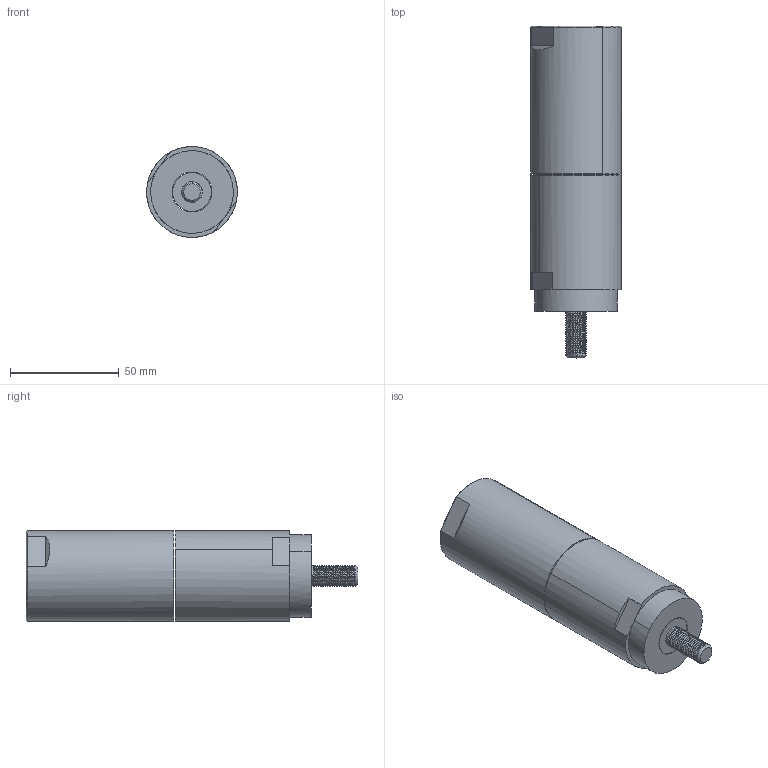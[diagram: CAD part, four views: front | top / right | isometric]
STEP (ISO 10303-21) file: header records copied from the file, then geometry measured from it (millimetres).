
FILE_DESCRIPTION (( 'STEP AP214' ), '1' );
FILE_NAME ('OSM45-080LRV.STEP', '2022-01-24T23:03:25', ( '' ), ( '' ), 'SwSTEP 2.0', 'SolidWorks 2021', '' );
FILE_SCHEMA (( 'AUTOMOTIVE_DESIGN' ));
Length unit declared in the file: millimetre
Products named in the file (1): OSM45-080LRV
Bounding box: 41.75 x 152.8 x 41.77 mm (x, y, z)
Surface area: 22728.3 mm2 (no closed solid volume)
Topology: 0 solids, 3 shells, 100 faces, 297 edges, 200 vertices
Faces by surface type: cylinder 57, plane 27, cone 13, bspline 3
Entity records: 7217 total; most frequent: CARTESIAN_POINT 3645, ORIENTED_EDGE 552, DIRECTION 474, EDGE_CURVE 297, VERTEX_POINT 200, AXIS2_PLACEMENT_3D 179, LINE 116, VECTOR 116
